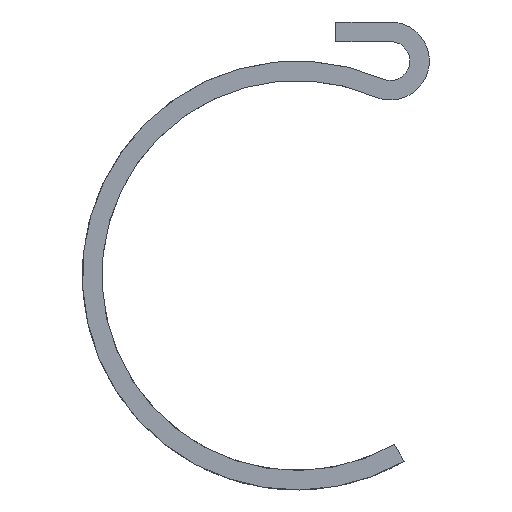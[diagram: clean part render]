
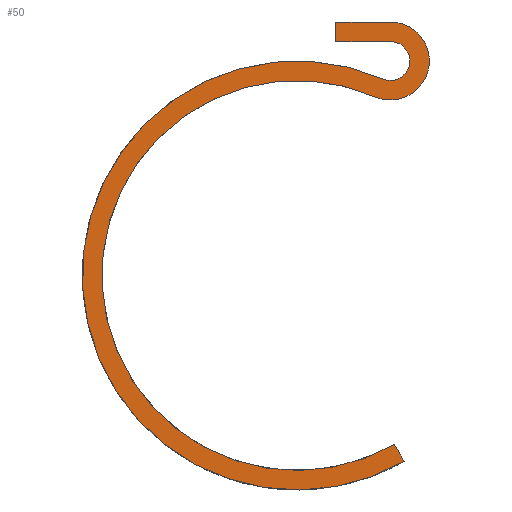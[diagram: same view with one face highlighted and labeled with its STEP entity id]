
A CAD part, left-side view. The second image highlights one B-rep face of the part: STEP entity #50.
In plain terms, the highlighted planar face has unit normal (-1, 0, 0).
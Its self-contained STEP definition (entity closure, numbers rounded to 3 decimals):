
#50 = ADVANCED_FACE( '', ( #98 ), #99, .F. );
#98 = FACE_OUTER_BOUND( '', #141, .T. );
#99 = PLANE( '', #142 );
#141 = EDGE_LOOP( '', ( #221, #222, #223, #224, #225, #226, #227, #228 ) );
#142 = AXIS2_PLACEMENT_3D( '', #229, #230, #231 );
#221 = ORIENTED_EDGE( '', *, *, #298, .F. );
#222 = ORIENTED_EDGE( '', *, *, #265, .F. );
#223 = ORIENTED_EDGE( '', *, *, #299, .T. );
#224 = ORIENTED_EDGE( '', *, *, #270, .F. );
#225 = ORIENTED_EDGE( '', *, *, #300, .F. );
#226 = ORIENTED_EDGE( '', *, *, #281, .T. );
#227 = ORIENTED_EDGE( '', *, *, #296, .F. );
#228 = ORIENTED_EDGE( '', *, *, #287, .F. );
#229 = CARTESIAN_POINT( '', ( 0., -1.679, 3.85 ) );
#230 = DIRECTION( '', ( 1., 0., 0. ) );
#231 = DIRECTION( '', ( 0., 0., -1. ) );
#265 = EDGE_CURVE( '', #307, #308, #309, .T. );
#270 = EDGE_CURVE( '', #316, #317, #318, .T. );
#281 = EDGE_CURVE( '', #335, #336, #337, .T. );
#287 = EDGE_CURVE( '', #345, #346, #347, .T. );
#296 = EDGE_CURVE( '', #346, #336, #358, .T. );
#298 = EDGE_CURVE( '', #308, #345, #360, .T. );
#299 = EDGE_CURVE( '', #307, #317, #361, .T. );
#300 = EDGE_CURVE( '', #335, #316, #362, .T. );
#307 = VERTEX_POINT( '', #369 );
#308 = VERTEX_POINT( '', #370 );
#309 = LINE( '', #371, #372 );
#316 = VERTEX_POINT( '', #382 );
#317 = VERTEX_POINT( '', #383 );
#318 = CIRCLE( '', #384, 3.85 );
#335 = VERTEX_POINT( '', #407 );
#336 = VERTEX_POINT( '', #408 );
#337 = CIRCLE( '', #409, 3.5 );
#345 = VERTEX_POINT( '', #419 );
#346 = VERTEX_POINT( '', #420 );
#347 = LINE( '', #421, #422 );
#358 = CIRCLE( '', #437, 0.7 );
#360 = LINE( '', #439, #440 );
#361 = CIRCLE( '', #441, 0.35 );
#362 = LINE( '', #442, #443 );
#369 = CARTESIAN_POINT( '', ( 0., -1.679, 4.2 ) );
#370 = CARTESIAN_POINT( '', ( 0., -0.7, 4.2 ) );
#371 = CARTESIAN_POINT( '', ( 0., -1.679, 4.2 ) );
#372 = VECTOR( '', #450, 1000. );
#382 = CARTESIAN_POINT( '', ( 0., -1.925, -3.334 ) );
#383 = CARTESIAN_POINT( '', ( 0., -1.539, 3.529 ) );
#384 = AXIS2_PLACEMENT_3D( '', #454, #455, #456 );
#407 = CARTESIAN_POINT( '', ( 0., -1.75, -3.031 ) );
#408 = CARTESIAN_POINT( '', ( 0., -1.399, 3.208 ) );
#409 = AXIS2_PLACEMENT_3D( '', #469, #470, #471 );
#419 = CARTESIAN_POINT( '', ( 0., -0.7, 4.55 ) );
#420 = CARTESIAN_POINT( '', ( 0., -1.679, 4.55 ) );
#421 = CARTESIAN_POINT( '', ( 0., -0.7, 4.55 ) );
#422 = VECTOR( '', #480, 1000. );
#437 = AXIS2_PLACEMENT_3D( '', #491, #492, #493 );
#439 = CARTESIAN_POINT( '', ( 0., -0.7, 4.2 ) );
#440 = VECTOR( '', #494, 1000. );
#441 = AXIS2_PLACEMENT_3D( '', #495, #496, #497 );
#442 = CARTESIAN_POINT( '', ( 0., -1.75, -3.031 ) );
#443 = VECTOR( '', #498, 1000. );
#450 = DIRECTION( '', ( 0., 1., 0. ) );
#454 = CARTESIAN_POINT( '', ( 0., 0., 0. ) );
#455 = DIRECTION( '', ( 1., 0., 0. ) );
#456 = DIRECTION( '', ( 0., 0., -1. ) );
#469 = CARTESIAN_POINT( '', ( 0., 0., 0. ) );
#470 = DIRECTION( '', ( 1., 0., 0. ) );
#471 = DIRECTION( '', ( 0., 0., -1. ) );
#480 = DIRECTION( '', ( 0., -1., 0. ) );
#491 = CARTESIAN_POINT( '', ( 0., -1.679, 3.85 ) );
#492 = DIRECTION( '', ( 1., 0., 0. ) );
#493 = DIRECTION( '', ( 0., 0., -1. ) );
#494 = DIRECTION( '', ( 0., 0., 1. ) );
#495 = CARTESIAN_POINT( '', ( 0., -1.679, 3.85 ) );
#496 = DIRECTION( '', ( 1., 0., 0. ) );
#497 = DIRECTION( '', ( 0., 0., -1. ) );
#498 = DIRECTION( '', ( 0., -0.5, -0.866 ) );
